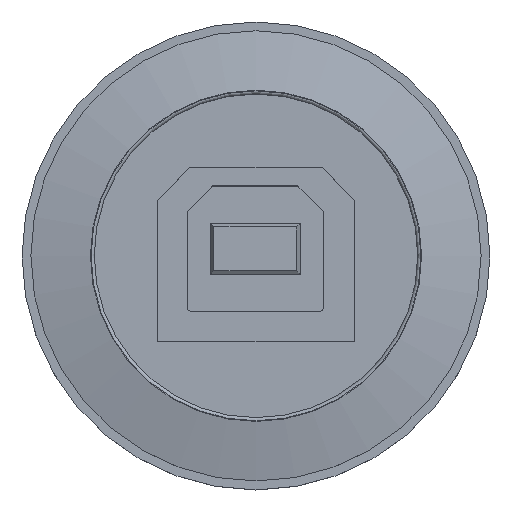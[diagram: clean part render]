
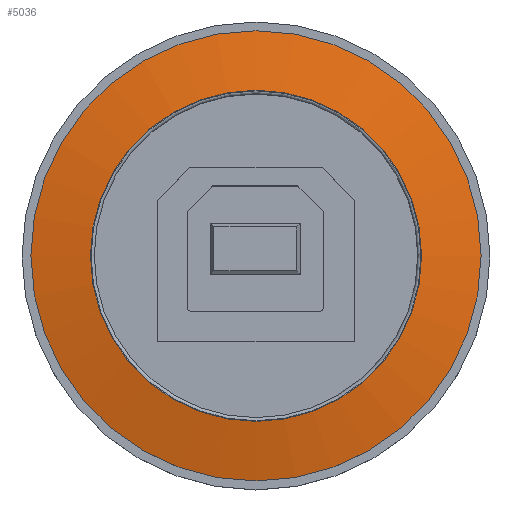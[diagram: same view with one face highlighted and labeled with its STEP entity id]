
A CAD part, top view. The second image highlights one B-rep face of the part: STEP entity #5036.
In plain terms, the highlighted conical face has half-angle 78.5 degrees and reference radius 12.107 mm.
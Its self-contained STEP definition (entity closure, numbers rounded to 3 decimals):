
#15=CONICAL_SURFACE($,#5388,12.107,78.5);
#74=FACE_BOUND($,#1202,.T.);
#585=CIRCLE($,#5335,10.264);
#599=CIRCLE($,#5387,13.95);
#879=FACE_OUTER_BOUND($,#1201,.T.);
#1201=EDGE_LOOP($,(#4625));
#1202=EDGE_LOOP($,(#4626));
#2395=VERTEX_POINT($,#10942);
#2410=VERTEX_POINT($,#15042);
#3060=EDGE_CURVE($,#2395,#2395,#585,.T.);
#3151=EDGE_CURVE($,#2410,#2410,#599,.T.);
#4625=ORIENTED_EDGE($,*,*,#3060,.F.);
#4626=ORIENTED_EDGE($,*,*,#3151,.T.);
#5036=ADVANCED_FACE($,(#879,#74),#15,.T.);
#5335=AXIS2_PLACEMENT_3D($,#10943,#6332,#6333);
#5387=AXIS2_PLACEMENT_3D($,#15043,#6445,#6446);
#5388=AXIS2_PLACEMENT_3D($,#15044,#6447,#6448);
#6332=DIRECTION('center_axis',(0.,0.,
1.));
#6333=DIRECTION('ref_axis',(1.,0.,0.));
#6445=DIRECTION('center_axis',(0.,0.,
1.));
#6446=DIRECTION('ref_axis',(1.,0.,0.));
#6447=DIRECTION('center_axis',(0.,0.,
-1.));
#6448=DIRECTION('ref_axis',(1.,0.,0.));
#10942=CARTESIAN_POINT('',(10.264,0.,1.5));
#10943=CARTESIAN_POINT('Origin',(0.,0.,
1.5));
#15042=CARTESIAN_POINT('',(13.95,0.,0.75));
#15043=CARTESIAN_POINT('Origin',(0.,0.,
0.75));
#15044=CARTESIAN_POINT('Origin',(0.,0.,
1.125));
